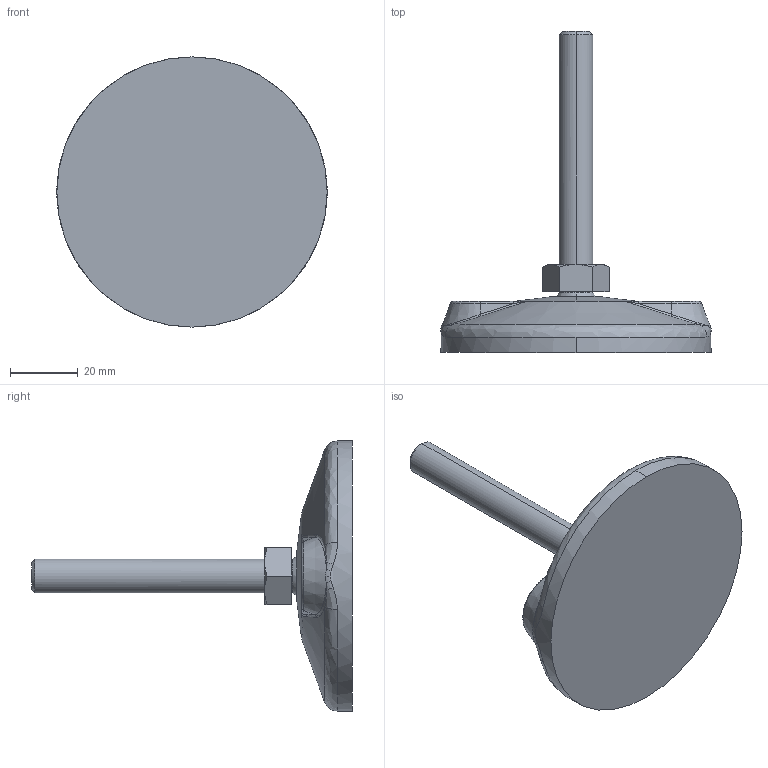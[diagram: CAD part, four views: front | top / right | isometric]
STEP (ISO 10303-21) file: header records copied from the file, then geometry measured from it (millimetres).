
FILE_DESCRIPTION (( 'STEP AP214' ), '1' );
FILE_NAME ('Rexnord-R0323-R0323 -626993.STEP', '2019-10-22T08:22:08', ( '' ), ( '' ), 'SwSTEP 2.0', 'SolidWorks 2019', '' );
FILE_SCHEMA (( 'AUTOMOTIVE_DESIGN' ));
Length unit declared in the file: millimetre
Products named in the file (3): Rexnord-R0323-R0323 -626993_M10; Rexnord-R0323-R0323 -626993; Rexnord-R0323-R0323 -626993_R0323
Assembly tree (2 placements, depth 2):
  Rexnord-R0323-R0323 -626993
    Rexnord-R0323-R0323 -626993_R0323
    Rexnord-R0323-R0323 -626993_M10
Bounding box: 80 x 95 x 80 mm (x, y, z)
Volume: 69262.7 mm3; surface area: 16008.2 mm2
Topology: 2 solids, 2 shells, 116 faces, 274 edges, 161 vertices
Faces by surface type: bspline 60, plane 29, cone 15, cylinder 12
Entity records: 6681 total; most frequent: CARTESIAN_POINT 3413, ORIENTED_EDGE 540, DIRECTION 309, EDGE_CURVE 270, VERTEX_POINT 161, AXIS2_PLACEMENT_3D 132, EDGE_LOOP 121, FACE_OUTER_BOUND 116
